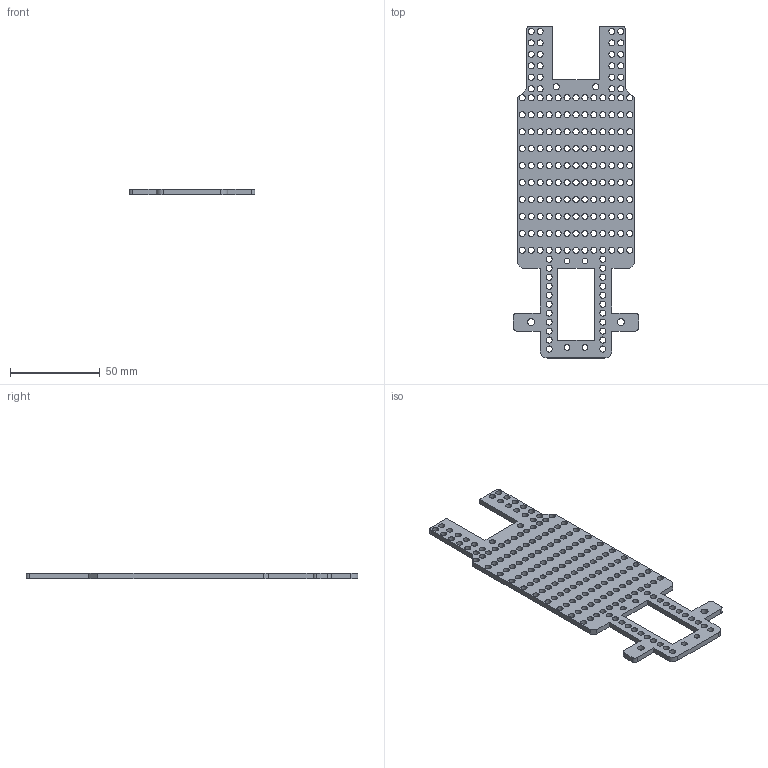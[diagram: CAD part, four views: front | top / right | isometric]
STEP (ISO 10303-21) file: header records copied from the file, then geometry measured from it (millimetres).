
FILE_DESCRIPTION(/* description */ (''),/* implementation_level */ '2;1');
FILE_NAME(/* name */ 'upperBase.step',/* time_stamp */ '2025-11-05T00:13:45-04:00',/* author */ (''),/* organization */ (''),/* preprocessor_version */ 'ST-DEVELOPER v20.1',/* originating_system */ 'Autodesk Translation Framework v14.17.0.0',/* authorisation */ '');
FILE_SCHEMA (('AUTOMOTIVE_DESIGN { 1 0 10303 214 3 1 1 }'));
Length unit declared in the file: millimetre
Products named in the file (1): 2025-10-26-18-53-43-090
Bounding box: 70 x 185 x 3 mm (x, y, z)
Volume: 22248.9 mm3; surface area: 22902.8 mm2
Topology: 1 solids, 1 shells, 224 faces, 666 edges, 444 vertices
Faces by surface type: cylinder 192, plane 32
Full cylindrical faces by diameter (mm): 3.2 x4, 3.4 x178, 4 x2
Entity records: 8507 total; most frequent: DIRECTION 1500, CARTESIAN_POINT 1335, ORIENTED_EDGE 1332, EDGE_CURVE 666, AXIS2_PLACEMENT_3D 609, EDGE_LOOP 594, VERTEX_POINT 444, CIRCLE 384
